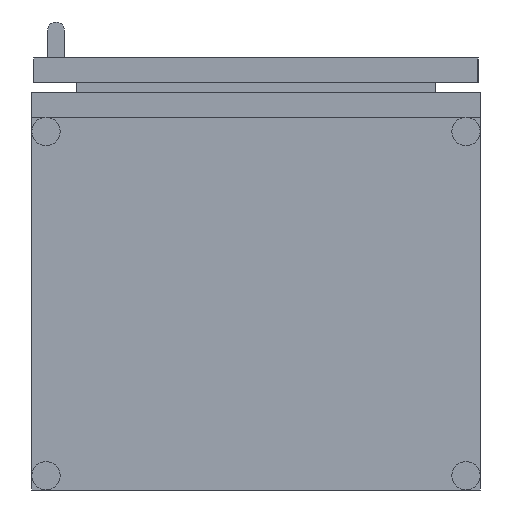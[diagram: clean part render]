
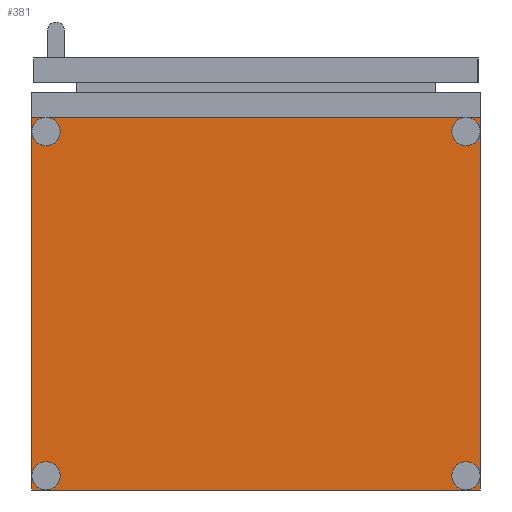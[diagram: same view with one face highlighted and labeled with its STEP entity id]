
A CAD part, front view. The second image highlights one B-rep face of the part: STEP entity #381.
In plain terms, the highlighted planar face has unit normal (0, -1, 0).
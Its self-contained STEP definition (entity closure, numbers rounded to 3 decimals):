
#18 = AXIS2_PLACEMENT_3D ( 'NONE', #1526, #906, #294 ) ;
#37 = CARTESIAN_POINT ( 'NONE',  ( -280., -424.5, 19. ) ) ;
#99 = DIRECTION ( 'NONE',  ( 0., 0., -1. ) ) ;
#108 = EDGE_CURVE ( 'NONE', #132, #1299, #2249, .T. ) ;
#123 = VERTEX_POINT ( 'NONE', #870 ) ;
#132 = VERTEX_POINT ( 'NONE', #2529 ) ;
#150 = LINE ( 'NONE', #757, #848 ) ;
#157 = AXIS2_PLACEMENT_3D ( 'NONE', #2293, #1093, #2512 ) ;
#161 = AXIS2_PLACEMENT_3D ( 'NONE', #1950, #1741, #512 ) ;
#197 = DIRECTION ( 'NONE',  ( 0., 0., -1. ) ) ;
#198 = FACE_OUTER_BOUND ( 'NONE', #1074, .T. ) ;
#226 = AXIS2_PLACEMENT_3D ( 'NONE', #1156, #1990, #345 ) ;
#234 = EDGE_CURVE ( 'NONE', #2609, #963, #1817, .T. ) ;
#235 = VERTEX_POINT ( 'NONE', #2557 ) ;
#249 = EDGE_CURVE ( 'NONE', #2614, #2646, #967, .T. ) ;
#287 = VECTOR ( 'NONE', #99, 1000. ) ;
#294 = DIRECTION ( 'NONE',  ( 0., 0., 1. ) ) ;
#308 = PLANE ( 'NONE',  #161 ) ;
#345 = DIRECTION ( 'NONE',  ( 0., 0., 1. ) ) ;
#381 = ADVANCED_FACE ( 'NONE', ( #830, #1930, #2284, #2388, #198 ), #308, .F. ) ;
#442 = VERTEX_POINT ( 'NONE', #1908 ) ;
#466 = ORIENTED_EDGE ( 'NONE', *, *, #1390, .T. ) ;
#512 = DIRECTION ( 'NONE',  ( 0., 0., 1. ) ) ;
#539 = AXIS2_PLACEMENT_3D ( 'NONE', #1007, #2232, #1212 ) ;
#541 = ORIENTED_EDGE ( 'NONE', *, *, #614, .F. ) ;
#614 = EDGE_CURVE ( 'NONE', #2000, #235, #2407, .T. ) ;
#636 = ORIENTED_EDGE ( 'NONE', *, *, #1234, .T. ) ;
#682 = ORIENTED_EDGE ( 'NONE', *, *, #1009, .T. ) ;
#696 = CARTESIAN_POINT ( 'NONE',  ( -280., -424.5, 19. ) ) ;
#718 = CARTESIAN_POINT ( 'NONE',  ( -299., -424.5, 530. ) ) ;
#728 = ORIENTED_EDGE ( 'NONE', *, *, #1373, .T. ) ;
#757 = CARTESIAN_POINT ( 'NONE',  ( 299., -424.5, 497. ) ) ;
#759 = VECTOR ( 'NONE', #197, 1000. ) ;
#760 = ORIENTED_EDGE ( 'NONE', *, *, #1531, .T. ) ;
#770 = CARTESIAN_POINT ( 'NONE',  ( -280., -424.5, 482.92 ) ) ;
#777 = CIRCLE ( 'NONE', #1169, 4.92 ) ;
#778 = CARTESIAN_POINT ( 'NONE',  ( -299., -424.5, 0. ) ) ;
#817 = LINE ( 'NONE', #718, #287 ) ;
#830 = FACE_BOUND ( 'NONE', #1905, .T. ) ;
#848 = VECTOR ( 'NONE', #2590, 1000. ) ;
#870 = CARTESIAN_POINT ( 'NONE',  ( 280., -424.5, 14.08 ) ) ;
#906 = DIRECTION ( 'NONE',  ( 0., 1., 0. ) ) ;
#963 = VERTEX_POINT ( 'NONE', #2444 ) ;
#967 = CIRCLE ( 'NONE', #18, 4.92 ) ;
#1007 = CARTESIAN_POINT ( 'NONE',  ( -280., -424.5, 478. ) ) ;
#1009 = EDGE_CURVE ( 'NONE', #963, #2609, #1770, .T. ) ;
#1034 = ORIENTED_EDGE ( 'NONE', *, *, #2558, .T. ) ;
#1045 = DIRECTION ( 'NONE',  ( 0., 1., 0. ) ) ;
#1074 = EDGE_LOOP ( 'NONE', ( #541, #636, #760, #728 ) ) ;
#1093 = DIRECTION ( 'NONE',  ( 0., 1., 0. ) ) ;
#1156 = CARTESIAN_POINT ( 'NONE',  ( 280., -424.5, 19. ) ) ;
#1166 = ORIENTED_EDGE ( 'NONE', *, *, #1248, .T. ) ;
#1169 = AXIS2_PLACEMENT_3D ( 'NONE', #2420, #1846, #2624 ) ;
#1186 = EDGE_LOOP ( 'NONE', ( #682, #1858 ) ) ;
#1212 = DIRECTION ( 'NONE',  ( 0., 0., 1. ) ) ;
#1224 = ORIENTED_EDGE ( 'NONE', *, *, #249, .T. ) ;
#1234 = EDGE_CURVE ( 'NONE', #2000, #1790, #150, .T. ) ;
#1248 = EDGE_CURVE ( 'NONE', #123, #442, #1731, .T. ) ;
#1269 = DIRECTION ( 'NONE',  ( 0., 0., 1. ) ) ;
#1299 = VERTEX_POINT ( 'NONE', #2608 ) ;
#1315 = DIRECTION ( 'NONE',  ( 0., 1., 0. ) ) ;
#1373 = EDGE_CURVE ( 'NONE', #1915, #235, #1885, .T. ) ;
#1390 = EDGE_CURVE ( 'NONE', #2646, #2614, #1948, .T. ) ;
#1411 = DIRECTION ( 'NONE',  ( 1., 0., 0. ) ) ;
#1522 = ORIENTED_EDGE ( 'NONE', *, *, #108, .T. ) ;
#1526 = CARTESIAN_POINT ( 'NONE',  ( -280., -424.5, 478. ) ) ;
#1531 = EDGE_CURVE ( 'NONE', #1790, #1915, #817, .T. ) ;
#1593 = CARTESIAN_POINT ( 'NONE',  ( -280., -424.5, 473.08 ) ) ;
#1603 = ORIENTED_EDGE ( 'NONE', *, *, #2355, .T. ) ;
#1616 = AXIS2_PLACEMENT_3D ( 'NONE', #2067, #1045, #2479 ) ;
#1643 = AXIS2_PLACEMENT_3D ( 'NONE', #696, #1315, #2129 ) ;
#1731 = CIRCLE ( 'NONE', #226, 4.92 ) ;
#1741 = DIRECTION ( 'NONE',  ( 0., 1., 0. ) ) ;
#1770 = CIRCLE ( 'NONE', #1962, 4.92 ) ;
#1790 = VERTEX_POINT ( 'NONE', #2261 ) ;
#1817 = CIRCLE ( 'NONE', #1643, 4.92 ) ;
#1846 = DIRECTION ( 'NONE',  ( 0., 1., 0. ) ) ;
#1858 = ORIENTED_EDGE ( 'NONE', *, *, #234, .T. ) ;
#1875 = DIRECTION ( 'NONE',  ( 0., 1., 0. ) ) ;
#1885 = LINE ( 'NONE', #778, #2623 ) ;
#1905 = EDGE_LOOP ( 'NONE', ( #1034, #1522 ) ) ;
#1908 = CARTESIAN_POINT ( 'NONE',  ( 280., -424.5, 23.92 ) ) ;
#1915 = VERTEX_POINT ( 'NONE', #2008 ) ;
#1930 = FACE_BOUND ( 'NONE', #2064, .T. ) ;
#1948 = CIRCLE ( 'NONE', #539, 4.92 ) ;
#1949 = CIRCLE ( 'NONE', #1616, 4.92 ) ;
#1950 = CARTESIAN_POINT ( 'NONE',  ( -299., -424.5, 530. ) ) ;
#1962 = AXIS2_PLACEMENT_3D ( 'NONE', #37, #1875, #1269 ) ;
#1990 = DIRECTION ( 'NONE',  ( 0., 1., 0. ) ) ;
#2000 = VERTEX_POINT ( 'NONE', #2326 ) ;
#2008 = CARTESIAN_POINT ( 'NONE',  ( -299., -424.5, 0. ) ) ;
#2064 = EDGE_LOOP ( 'NONE', ( #1224, #466 ) ) ;
#2067 = CARTESIAN_POINT ( 'NONE',  ( 280., -424.5, 478. ) ) ;
#2129 = DIRECTION ( 'NONE',  ( 0., 0., 1. ) ) ;
#2206 = CARTESIAN_POINT ( 'NONE',  ( -280., -424.5, 23.92 ) ) ;
#2232 = DIRECTION ( 'NONE',  ( 0., 1., 0. ) ) ;
#2249 = CIRCLE ( 'NONE', #157, 4.92 ) ;
#2258 = CARTESIAN_POINT ( 'NONE',  ( 299., -424.5, 530. ) ) ;
#2261 = CARTESIAN_POINT ( 'NONE',  ( -299., -424.5, 497. ) ) ;
#2284 = FACE_BOUND ( 'NONE', #1186, .T. ) ;
#2293 = CARTESIAN_POINT ( 'NONE',  ( 280., -424.5, 478. ) ) ;
#2326 = CARTESIAN_POINT ( 'NONE',  ( 299., -424.5, 497. ) ) ;
#2355 = EDGE_CURVE ( 'NONE', #442, #123, #777, .T. ) ;
#2388 = FACE_BOUND ( 'NONE', #2625, .T. ) ;
#2407 = LINE ( 'NONE', #2258, #759 ) ;
#2420 = CARTESIAN_POINT ( 'NONE',  ( 280., -424.5, 19. ) ) ;
#2444 = CARTESIAN_POINT ( 'NONE',  ( -280., -424.5, 14.08 ) ) ;
#2479 = DIRECTION ( 'NONE',  ( 0., 0., 1. ) ) ;
#2512 = DIRECTION ( 'NONE',  ( 0., 0., 1. ) ) ;
#2529 = CARTESIAN_POINT ( 'NONE',  ( 280., -424.5, 473.08 ) ) ;
#2557 = CARTESIAN_POINT ( 'NONE',  ( 299., -424.5, 0. ) ) ;
#2558 = EDGE_CURVE ( 'NONE', #1299, #132, #1949, .T. ) ;
#2590 = DIRECTION ( 'NONE',  ( -1., 0., 0. ) ) ;
#2608 = CARTESIAN_POINT ( 'NONE',  ( 280., -424.5, 482.92 ) ) ;
#2609 = VERTEX_POINT ( 'NONE', #2206 ) ;
#2614 = VERTEX_POINT ( 'NONE', #770 ) ;
#2623 = VECTOR ( 'NONE', #1411, 1000. ) ;
#2624 = DIRECTION ( 'NONE',  ( 0., 0., 1. ) ) ;
#2625 = EDGE_LOOP ( 'NONE', ( #1166, #1603 ) ) ;
#2646 = VERTEX_POINT ( 'NONE', #1593 ) ;
